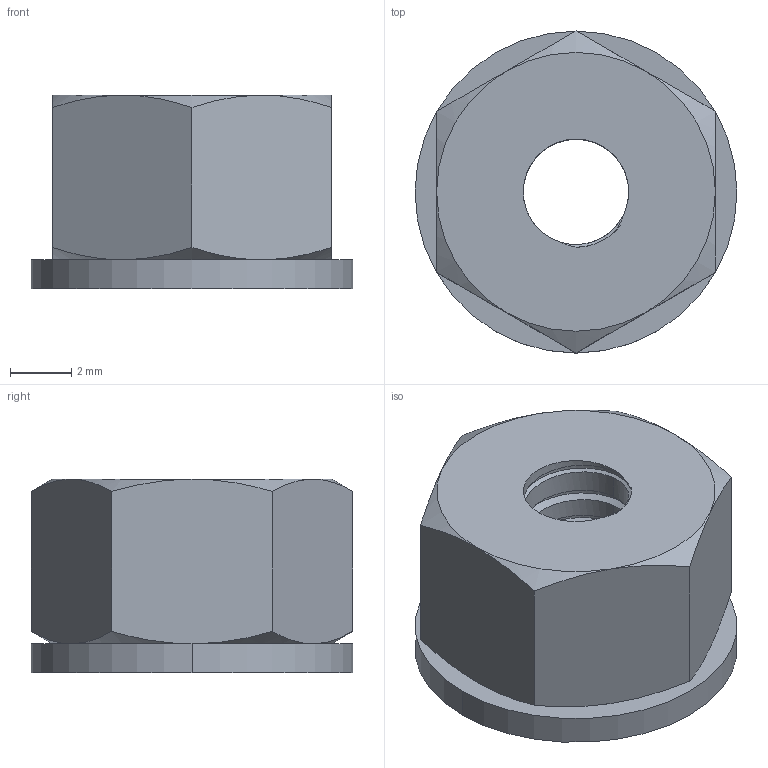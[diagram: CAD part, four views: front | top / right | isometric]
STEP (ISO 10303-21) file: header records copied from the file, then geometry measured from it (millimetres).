
FILE_DESCRIPTION (( 'STEP AP203' ), '1' );
FILE_NAME ('94909A011.step', '2015-03-19T18:37:47', ( '' ), ( '' ), 'SwSTEP 2.0', 'SolidWorks 2010', '' );
FILE_SCHEMA (( 'CONFIG_CONTROL_DESIGN' ));
Length unit declared in the file: inch
Products named in the file (1): 94909A011
Bounding box: 10.54 x 10.54 x 6.35 mm (x, y, z)
Volume: 398.1 mm3; surface area: 457.3 mm2
Topology: 1 solids, 1 shells, 42 faces, 104 edges, 65 vertices
Faces by surface type: cone 15, cylinder 15, plane 9, bspline 3
Entity records: 2914 total; most frequent: CARTESIAN_POINT 1941, ORIENTED_EDGE 208, DIRECTION 149, EDGE_CURVE 104, VERTEX_POINT 65, AXIS2_PLACEMENT_3D 63, B_SPLINE_CURVE_WITH_KNOTS 58, EDGE_LOOP 45
